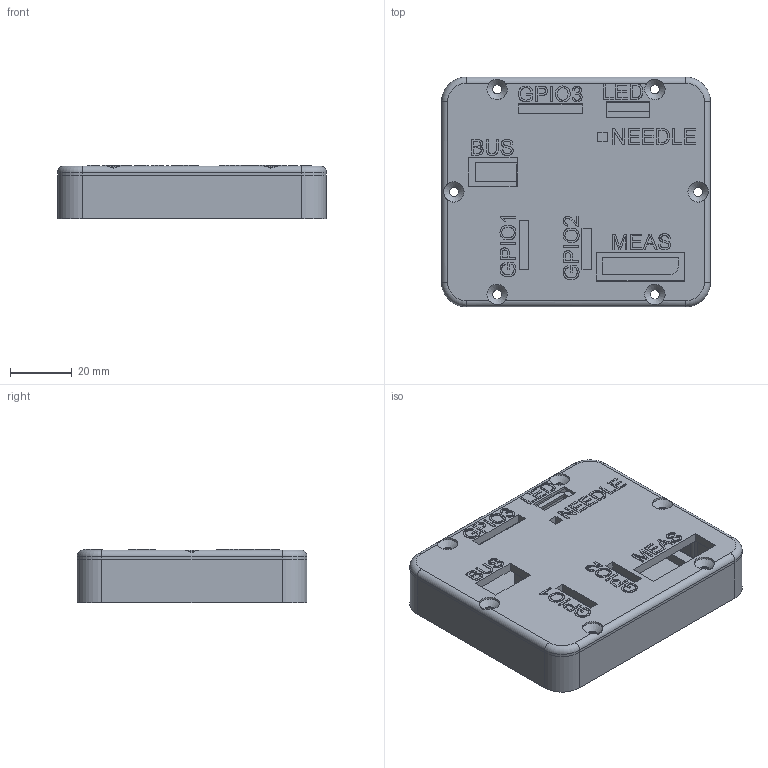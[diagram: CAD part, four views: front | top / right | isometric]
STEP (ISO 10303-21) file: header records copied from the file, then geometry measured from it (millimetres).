
FILE_DESCRIPTION(/* description */ (''),/* implementation_level */ '2;1');
FILE_NAME(/* name */ 'SIC_Housing.step',/* time_stamp */ '2022-12-09T11:25:15+01:00',/* author */ (''),/* organization */ (''),/* preprocessor_version */ 'ST-DEVELOPER v19.2',/* originating_system */ 'Autodesk Translation Framework v11.17.0.187',/* authorisation */ '');
FILE_SCHEMA (('AUTOMOTIVE_DESIGN { 1 0 10303 214 3 1 1 }'));
Length unit declared in the file: millimetre
Products named in the file (1): Housing
Bounding box: 87.12 x 74.42 x 17.2 mm (x, y, z)
Volume: 62709.9 mm3; surface area: 45459.6 mm2
Topology: 6 solids, 6 shells, 849 faces, 2355 edges, 1561 vertices
Faces by surface type: plane 420, bspline 349, cylinder 66, cone 6, sphere 4, torus 4
Full cylindrical faces by diameter (mm): 3 x12, 6.6 x6
Entity records: 30395 total; most frequent: CARTESIAN_POINT 10841, ORIENTED_EDGE 4710, DIRECTION 2793, EDGE_CURVE 2355, VERTEX_POINT 1561, LINE 1501, VECTOR 1501, EDGE_LOOP 940
